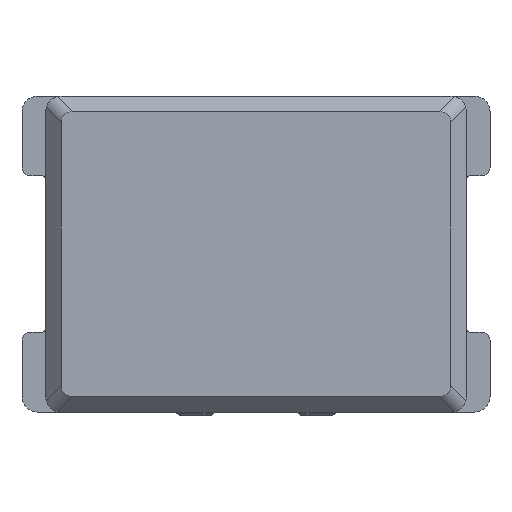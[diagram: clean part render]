
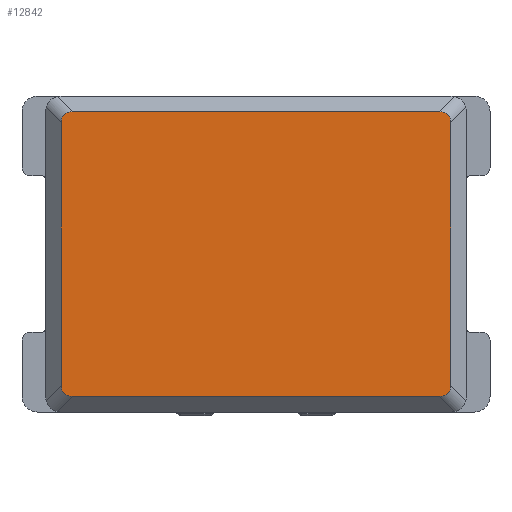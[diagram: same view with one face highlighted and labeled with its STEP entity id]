
A CAD part, front view. The second image highlights one B-rep face of the part: STEP entity #12842.
In plain terms, the highlighted planar face has unit normal (0, -1, 0).
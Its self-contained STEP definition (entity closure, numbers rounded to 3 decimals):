
#11256=CARTESIAN_POINT('',(24.85,-16.7,16.736));
#11257=CARTESIAN_POINT('',(24.85,-16.7,17.207));
#11258=CARTESIAN_POINT('',(24.564,-16.7,17.864));
#11259=CARTESIAN_POINT('',(23.907,-16.7,18.15));
#11260=CARTESIAN_POINT('',(23.436,-16.7,18.15));
#11265=CARTESIAN_POINT('',(24.85,-16.7,-16.736));
#11266=CARTESIAN_POINT('',(24.85,-16.7,-17.207));
#11267=CARTESIAN_POINT('',(24.564,-16.7,-17.864));
#11268=CARTESIAN_POINT('',(23.907,-16.7,-18.15));
#11269=CARTESIAN_POINT('',(23.436,-16.7,-18.15));
#11274=DIRECTION('',(-1.,0.,0.));
#11275=VECTOR('',#11274,46.872);
#11276=CARTESIAN_POINT('',(23.436,-16.7,-18.15));
#11277=LINE('',#11276,#11275);
#11281=CARTESIAN_POINT('',(-24.85,-16.7,-16.736));
#11282=CARTESIAN_POINT('',(-24.85,-16.7,-17.207));
#11283=CARTESIAN_POINT('',(-24.564,-16.7,-17.864));
#11284=CARTESIAN_POINT('',(-23.907,-16.7,-18.15));
#11285=CARTESIAN_POINT('',(-23.436,-16.7,-18.15));
#11290=CARTESIAN_POINT('',(-24.85,-16.7,16.736));
#11291=CARTESIAN_POINT('',(-24.85,-16.7,17.207));
#11292=CARTESIAN_POINT('',(-24.564,-16.7,17.864));
#11293=CARTESIAN_POINT('',(-23.907,-16.7,18.15));
#11294=CARTESIAN_POINT('',(-23.436,-16.7,18.15));
#11321=DIRECTION('',(-1.,0.,0.));
#11322=VECTOR('',#11321,46.872);
#11323=CARTESIAN_POINT('',(23.436,-16.7,18.15));
#11324=LINE('',#11323,#11322);
#11451=DIRECTION('',(0.,0.,-1.));
#11452=VECTOR('',#11451,33.472);
#11453=CARTESIAN_POINT('',(24.85,-16.7,16.736));
#11454=LINE('',#11453,#11452);
#11549=DIRECTION('',(0.,0.,-1.));
#11550=VECTOR('',#11549,33.472);
#11551=CARTESIAN_POINT('',(-24.85,-16.7,16.736));
#11552=LINE('',#11551,#11550);
#12564=CARTESIAN_POINT('',(-23.436,-16.7,-18.15));
#12566=VERTEX_POINT('',#12564);
#12568=CARTESIAN_POINT('',(-24.85,-16.7,-16.736));
#12570=VERTEX_POINT('',#12568);
#12589=CARTESIAN_POINT('',(-23.436,-16.7,18.15));
#12590=VERTEX_POINT('',#12589);
#12591=CARTESIAN_POINT('',(-24.85,-16.7,16.736));
#12592=VERTEX_POINT('',#12591);
#12597=CARTESIAN_POINT('',(23.436,-16.7,-18.15));
#12598=VERTEX_POINT('',#12597);
#12599=CARTESIAN_POINT('',(24.85,-16.7,-16.736));
#12600=VERTEX_POINT('',#12599);
#12605=CARTESIAN_POINT('',(23.436,-16.7,18.15));
#12606=VERTEX_POINT('',#12605);
#12607=CARTESIAN_POINT('',(24.85,-16.7,16.736));
#12608=VERTEX_POINT('',#12607);
#12820=CARTESIAN_POINT('',(-35.01,-16.7,24.18));
#12821=DIRECTION('',(0.,-1.,0.));
#12822=DIRECTION('',(1.,0.,0.));
#12823=AXIS2_PLACEMENT_3D('',#12820,#12821,#12822);
#12824=PLANE('',#12823);
#12826=ORIENTED_EDGE('',*,*,#12825,.F.);
#12828=ORIENTED_EDGE('',*,*,#12827,.F.);
#12830=ORIENTED_EDGE('',*,*,#12829,.T.);
#12832=ORIENTED_EDGE('',*,*,#12831,.T.);
#12833=ORIENTED_EDGE('',*,*,#12806,.T.);
#12835=ORIENTED_EDGE('',*,*,#12834,.F.);
#12837=ORIENTED_EDGE('',*,*,#12836,.F.);
#12839=ORIENTED_EDGE('',*,*,#12838,.T.);
#12840=EDGE_LOOP('',(#12826,#12828,#12830,#12832,#12833,#12835,#12837,#12839));
#12841=FACE_OUTER_BOUND('',#12840,.F.);
#12842=ADVANCED_FACE('',(#12841),#12824,.T.);
#11261=B_SPLINE_CURVE_WITH_KNOTS('',3,(#11256,#11257,#11258,#11259,#11260),
.UNSPECIFIED.,.F.,.F.,(4,1,4),(0.,0.5,1.),.UNSPECIFIED.);
#11270=B_SPLINE_CURVE_WITH_KNOTS('',3,(#11265,#11266,#11267,#11268,#11269),
.UNSPECIFIED.,.F.,.F.,(4,1,4),(0.,0.5,1.),.UNSPECIFIED.);
#11286=B_SPLINE_CURVE_WITH_KNOTS('',3,(#11281,#11282,#11283,#11284,#11285),
.UNSPECIFIED.,.F.,.F.,(4,1,4),(0.,0.5,1.),.UNSPECIFIED.);
#11295=B_SPLINE_CURVE_WITH_KNOTS('',3,(#11290,#11291,#11292,#11293,#11294),
.UNSPECIFIED.,.F.,.F.,(4,1,4),(0.,0.5,1.),.UNSPECIFIED.);
#12806=EDGE_CURVE('',#12598,#12566,#11277,.T.);
#12825=EDGE_CURVE('',#12606,#12590,#11324,.T.);
#12827=EDGE_CURVE('',#12608,#12606,#11261,.T.);
#12829=EDGE_CURVE('',#12608,#12600,#11454,.T.);
#12831=EDGE_CURVE('',#12600,#12598,#11270,.T.);
#12834=EDGE_CURVE('',#12570,#12566,#11286,.T.);
#12836=EDGE_CURVE('',#12592,#12570,#11552,.T.);
#12838=EDGE_CURVE('',#12592,#12590,#11295,.T.);
